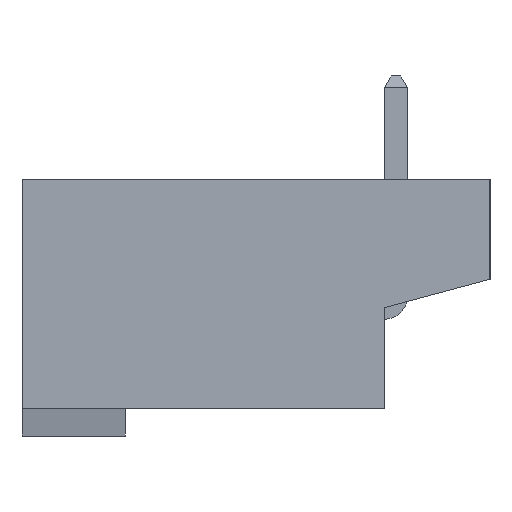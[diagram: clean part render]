
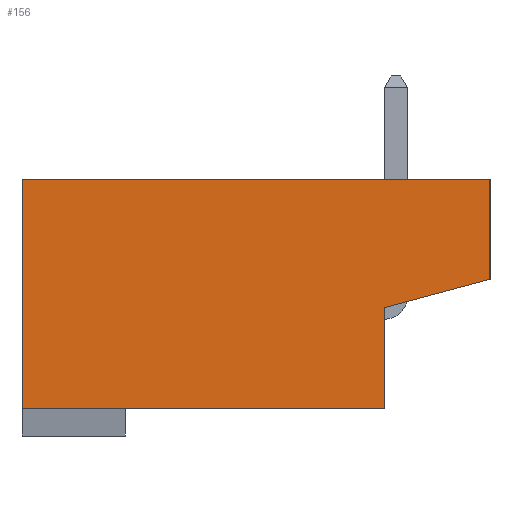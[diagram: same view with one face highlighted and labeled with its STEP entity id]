
A CAD part, left-side view. The second image highlights one B-rep face of the part: STEP entity #156.
In plain terms, the highlighted planar face has unit normal (-1, 0, 0).
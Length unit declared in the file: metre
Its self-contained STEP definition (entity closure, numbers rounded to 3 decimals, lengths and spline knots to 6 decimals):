
#156 = ADVANCED_FACE( '', ( #442 ), #443, .T. );
#442 = FACE_OUTER_BOUND( '', #787, .T. );
#443 = PLANE( '', #788 );
#787 = EDGE_LOOP( '', ( #1799, #1800, #1801, #1802, #1803, #1804 ) );
#788 = AXIS2_PLACEMENT_3D( '', #1805, #1806, #1807 );
#1799 = ORIENTED_EDGE( '', *, *, #2617, .F. );
#1800 = ORIENTED_EDGE( '', *, *, #2496, .T. );
#1801 = ORIENTED_EDGE( '', *, *, #2271, .T. );
#1802 = ORIENTED_EDGE( '', *, *, #2618, .T. );
#1803 = ORIENTED_EDGE( '', *, *, #2532, .T. );
#1804 = ORIENTED_EDGE( '', *, *, #2619, .T. );
#1805 = CARTESIAN_POINT( '', ( -0.009295, 0.00545, -0.003605 ) );
#1806 = DIRECTION( '', ( -1., 0., 0. ) );
#1807 = DIRECTION( '', ( 0., 0., 1. ) );
#2271 = EDGE_CURVE( '', #2709, #2706, #2710, .T. );
#2496 = EDGE_CURVE( '', #3109, #2709, #3110, .T. );
#2532 = EDGE_CURVE( '', #3161, #3166, #3168, .T. );
#2617 = EDGE_CURVE( '', #3109, #3281, #3282, .T. );
#2618 = EDGE_CURVE( '', #2706, #3161, #3283, .T. );
#2619 = EDGE_CURVE( '', #3166, #3281, #3284, .T. );
#2706 = VERTEX_POINT( '', #3401 );
#2709 = VERTEX_POINT( '', #3405 );
#2710 = LINE( '', #3406, #3407 );
#3109 = VERTEX_POINT( '', #4018 );
#3110 = LINE( '', #4019, #4020 );
#3161 = VERTEX_POINT( '', #4103 );
#3166 = VERTEX_POINT( '', #4110 );
#3168 = LINE( '', #4113, #4114 );
#3281 = VERTEX_POINT( '', #4306 );
#3282 = LINE( '', #4307, #4308 );
#3283 = LINE( '', #4309, #4310 );
#3284 = LINE( '', #4311, #4312 );
#3401 = CARTESIAN_POINT( '', ( -0.009295, -0.004725, 0. ) );
#3405 = CARTESIAN_POINT( '', ( -0.009295, -0.004725, -0.002825 ) );
#3406 = CARTESIAN_POINT( '', ( -0.009295, -0.004725, -0.002825 ) );
#3407 = VECTOR( '', #4435, 1. );
#4018 = CARTESIAN_POINT( '', ( -0.009295, 0.00545, -0.002825 ) );
#4019 = CARTESIAN_POINT( '', ( -0.009295, 0.00545, -0.002825 ) );
#4020 = VECTOR( '', #4684, 1. );
#4103 = CARTESIAN_POINT( '', ( -0.009295, -0.00769, 0.000794 ) );
#4110 = CARTESIAN_POINT( '', ( -0.009295, -0.00769, 0.003605 ) );
#4113 = CARTESIAN_POINT( '', ( -0.009295, -0.00769, 0.000794 ) );
#4114 = VECTOR( '', #4720, 1. );
#4306 = CARTESIAN_POINT( '', ( -0.009295, 0.00545, 0.003605 ) );
#4307 = CARTESIAN_POINT( '', ( -0.009295, 0.00545, -0.002825 ) );
#4308 = VECTOR( '', #4815, 1. );
#4309 = CARTESIAN_POINT( '', ( -0.009295, -0.004725, 0. ) );
#4310 = VECTOR( '', #4816, 1. );
#4311 = CARTESIAN_POINT( '', ( -0.009295, -0.00769, 0.003605 ) );
#4312 = VECTOR( '', #4817, 1. );
#4435 = DIRECTION( '', ( 0., 0., 1. ) );
#4684 = DIRECTION( '', ( 0., -1., 0. ) );
#4720 = DIRECTION( '', ( 0., 0., 1. ) );
#4815 = DIRECTION( '', ( 0., 0., 1. ) );
#4816 = DIRECTION( '', ( 0., -0.966, 0.259 ) );
#4817 = DIRECTION( '', ( 0., 1., 0. ) );
